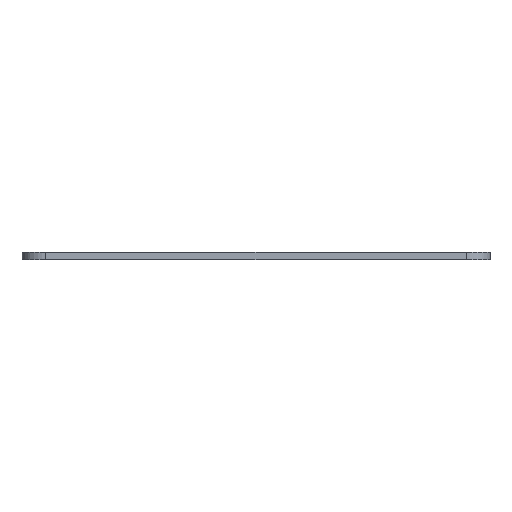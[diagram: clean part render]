
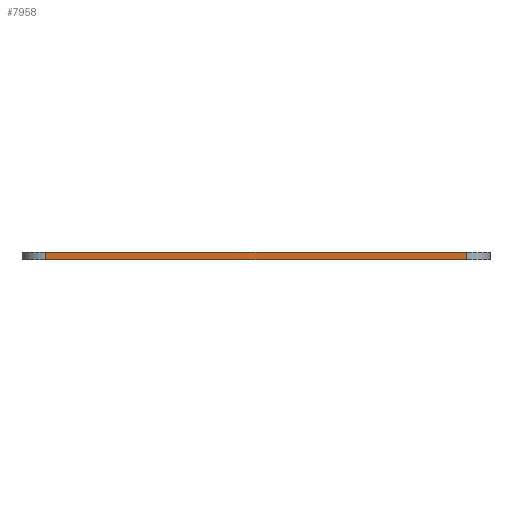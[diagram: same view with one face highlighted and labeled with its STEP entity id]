
A CAD part, front view. The second image highlights one B-rep face of the part: STEP entity #7958.
In plain terms, the highlighted planar face has unit normal (0, -1, 0).
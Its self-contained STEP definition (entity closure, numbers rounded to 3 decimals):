
#925=PLANE('',#8456);
#1096=FACE_OUTER_BOUND('',#1559,.T.);
#1559=EDGE_LOOP('',(#5513,#5514,#5515,#5516));
#2043=LINE('',#9716,#2713);
#2069=LINE('',#9781,#2739);
#2070=LINE('',#9784,#2740);
#2071=LINE('',#9785,#2741);
#2713=VECTOR('',#8654,10.);
#2739=VECTOR('',#8700,10.);
#2740=VECTOR('',#8703,10.);
#2741=VECTOR('',#8704,10.);
#3402=VERTEX_POINT('',#9713);
#3403=VERTEX_POINT('',#9715);
#3431=VERTEX_POINT('',#9777);
#3433=VERTEX_POINT('',#9783);
#4231=EDGE_CURVE('',#3402,#3403,#2043,.T.);
#4264=EDGE_CURVE('',#3403,#3431,#2069,.T.);
#4265=EDGE_CURVE('',#3433,#3402,#2070,.T.);
#4266=EDGE_CURVE('',#3431,#3433,#2071,.T.);
#5513=ORIENTED_EDGE('',*,*,#4264,.F.);
#5514=ORIENTED_EDGE('',*,*,#4231,.F.);
#5515=ORIENTED_EDGE('',*,*,#4265,.F.);
#5516=ORIENTED_EDGE('',*,*,#4266,.F.);
#7958=ADVANCED_FACE('',(#1096),#925,.T.);
#8456=AXIS2_PLACEMENT_3D('',#9782,#8701,#8702);
#8654=DIRECTION('',(-1.,0.,0.));
#8700=DIRECTION('',(0.,0.,1.));
#8701=DIRECTION('center_axis',(0.,-1.,0.));
#8702=DIRECTION('ref_axis',(1.,0.,0.));
#8703=DIRECTION('',(0.,0.,-1.));
#8704=DIRECTION('',(1.,0.,0.));
#9713=CARTESIAN_POINT('',(83.695,-124.775,0.));
#9715=CARTESIAN_POINT('',(-5.305,-124.775,0.));
#9716=CARTESIAN_POINT('',(88.695,-124.775,0.));
#9777=CARTESIAN_POINT('',(-5.305,-124.775,1.5));
#9781=CARTESIAN_POINT('',(-5.305,-124.775,0.));
#9782=CARTESIAN_POINT('Origin',(-10.305,-124.775,0.));
#9783=CARTESIAN_POINT('',(83.695,-124.775,1.5));
#9784=CARTESIAN_POINT('',(83.695,-124.775,0.));
#9785=CARTESIAN_POINT('',(88.695,-124.775,1.5));
